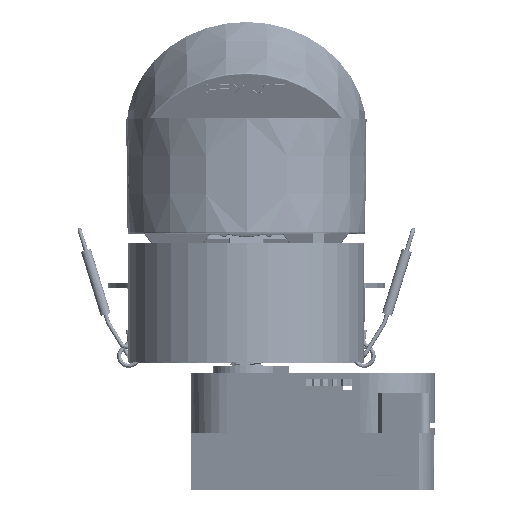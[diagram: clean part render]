
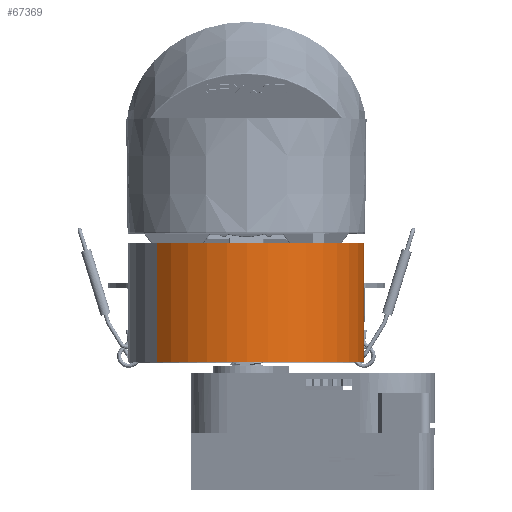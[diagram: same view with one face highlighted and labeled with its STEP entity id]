
A CAD part, top view. The second image highlights one B-rep face of the part: STEP entity #67369.
In plain terms, the highlighted cylindrical face has radius 35.3 mm (diameter 70.6 mm), a partial arc.
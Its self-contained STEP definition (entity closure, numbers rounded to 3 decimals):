
#3048 = EDGE_CURVE ( 'NONE', #201185, #39865, #164481, .T. ) ;
#11246 = CARTESIAN_POINT ( 'NONE',  ( 0., 0., 0. ) ) ;
#14484 = DIRECTION ( 'NONE',  ( 0., -1., 0. ) ) ;
#19630 = FACE_OUTER_BOUND ( 'NONE', #128777, .T. ) ;
#20290 = CARTESIAN_POINT ( 'NONE',  ( 0., 0., 0. ) ) ;
#23614 = VECTOR ( 'NONE', #14484, 1000. ) ;
#25100 = VERTEX_POINT ( 'NONE', #109310 ) ;
#28897 = DIRECTION ( 'NONE',  ( 0., 0., -1. ) ) ;
#37203 = DIRECTION ( 'NONE',  ( 0., 0., -1. ) ) ;
#39849 = DIRECTION ( 'NONE',  ( 0., -1., 0. ) ) ;
#39865 = VERTEX_POINT ( 'NONE', #93570 ) ;
#47911 = ORIENTED_EDGE ( 'NONE', *, *, #53163, .T. ) ;
#53163 = EDGE_CURVE ( 'NONE', #201185, #25100, #187995, .T. ) ;
#60148 = CARTESIAN_POINT ( 'NONE',  ( 0., 0., 35.3 ) ) ;
#67369 = ADVANCED_FACE ( 'NONE', ( #19630 ), #154946, .T. ) ;
#70934 = AXIS2_PLACEMENT_3D ( 'NONE', #11246, #134744, #28897 ) ;
#90467 = DIRECTION ( 'NONE',  ( 0., -1., 0. ) ) ;
#93570 = CARTESIAN_POINT ( 'NONE',  ( 0., 0., -35.3 ) ) ;
#93667 = AXIS2_PLACEMENT_3D ( 'NONE', #145655, #39849, #163362 ) ;
#93893 = ORIENTED_EDGE ( 'NONE', *, *, #3048, .F. ) ;
#97499 = DIRECTION ( 'NONE',  ( 0., -1., 0. ) ) ;
#101298 = AXIS2_PLACEMENT_3D ( 'NONE', #20290, #90467, #37203 ) ;
#106975 = CARTESIAN_POINT ( 'NONE',  ( 0., 35.5, -35.3 ) ) ;
#109310 = CARTESIAN_POINT ( 'NONE',  ( 0., 35.5, 35.3 ) ) ;
#121708 = VERTEX_POINT ( 'NONE', #60148 ) ;
#122479 = CARTESIAN_POINT ( 'NONE',  ( 0., 0., -35.3 ) ) ;
#127058 = EDGE_CURVE ( 'NONE', #39865, #121708, #198451, .T. ) ;
#128777 = EDGE_LOOP ( 'NONE', ( #47911, #155364, #138295, #93893 ) ) ;
#132879 = LINE ( 'NONE', #203366, #221315 ) ;
#134744 = DIRECTION ( 'NONE',  ( 0., -1., 0. ) ) ;
#138295 = ORIENTED_EDGE ( 'NONE', *, *, #127058, .F. ) ;
#145655 = CARTESIAN_POINT ( 'NONE',  ( 0., 35.5, 0. ) ) ;
#154946 = CYLINDRICAL_SURFACE ( 'NONE', #101298, 35.3 ) ;
#155364 = ORIENTED_EDGE ( 'NONE', *, *, #170322, .T. ) ;
#163362 = DIRECTION ( 'NONE',  ( 0., 0., 1. ) ) ;
#164481 = LINE ( 'NONE', #122479, #23614 ) ;
#170322 = EDGE_CURVE ( 'NONE', #25100, #121708, #132879, .T. ) ;
#187995 = CIRCLE ( 'NONE', #93667, 35.3 ) ;
#198451 = CIRCLE ( 'NONE', #70934, 35.3 ) ;
#201185 = VERTEX_POINT ( 'NONE', #106975 ) ;
#203366 = CARTESIAN_POINT ( 'NONE',  ( 0., 0., 35.3 ) ) ;
#221315 = VECTOR ( 'NONE', #97499, 1000. ) ;
